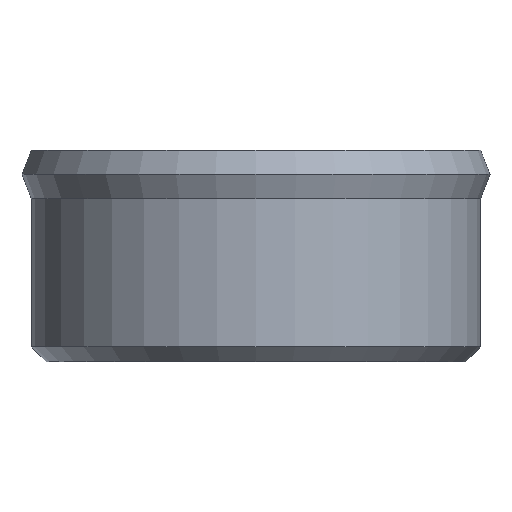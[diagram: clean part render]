
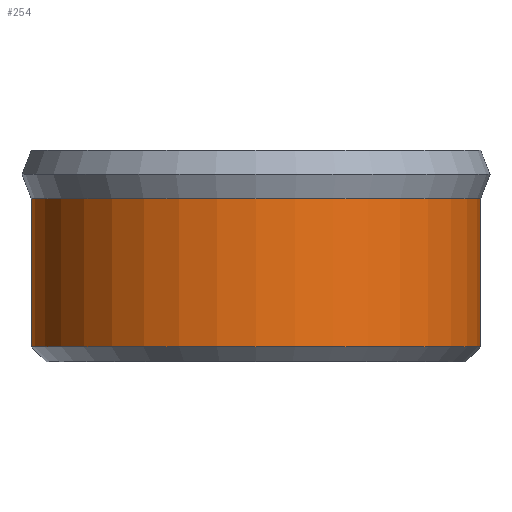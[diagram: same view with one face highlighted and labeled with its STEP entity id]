
A CAD part, front view. The second image highlights one B-rep face of the part: STEP entity #254.
In plain terms, the highlighted cylindrical face has radius 6 mm (diameter 12 mm), a full revolution.
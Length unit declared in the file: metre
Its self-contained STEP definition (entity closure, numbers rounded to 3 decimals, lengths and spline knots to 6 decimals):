
#20=CYLINDRICAL_SURFACE('',#306,0.006);
#63=ORIENTED_EDGE('',*,*,#105,.T.);
#64=ORIENTED_EDGE('',*,*,#97,.T.);
#97=EDGE_CURVE('',#124,#124,#147,.T.);
#105=EDGE_CURVE('',#132,#132,#155,.F.);
#124=VERTEX_POINT('',#445);
#132=VERTEX_POINT('',#465);
#147=CIRCLE('',#295,0.006);
#155=CIRCLE('',#307,0.006);
#187=EDGE_LOOP('',(#63));
#188=EDGE_LOOP('',(#64));
#223=FACE_BOUND('',#187,.T.);
#224=FACE_BOUND('',#188,.T.);
#254=ADVANCED_FACE('',(#223,#224),#20,.T.);
#295=AXIS2_PLACEMENT_3D('',#444,#362,#363);
#306=AXIS2_PLACEMENT_3D('',#463,#384,#385);
#307=AXIS2_PLACEMENT_3D('',#464,#386,#387);
#362=DIRECTION('',(0.,0.,-1.));
#363=DIRECTION('',(-1.,0.,0.));
#384=DIRECTION('',(0.,0.,-1.));
#385=DIRECTION('',(-1.,0.,0.));
#386=DIRECTION('',(0.,0.,-1.));
#387=DIRECTION('',(-1.,0.,0.));
#444=CARTESIAN_POINT('',(0.,0.,0.00436));
#445=CARTESIAN_POINT('',(-0.006,0.,0.00436));
#463=CARTESIAN_POINT('',(0.,0.,0.004062));
#464=CARTESIAN_POINT('',(0.,0.,0.0004));
#465=CARTESIAN_POINT('',(-0.006,0.,0.0004));
